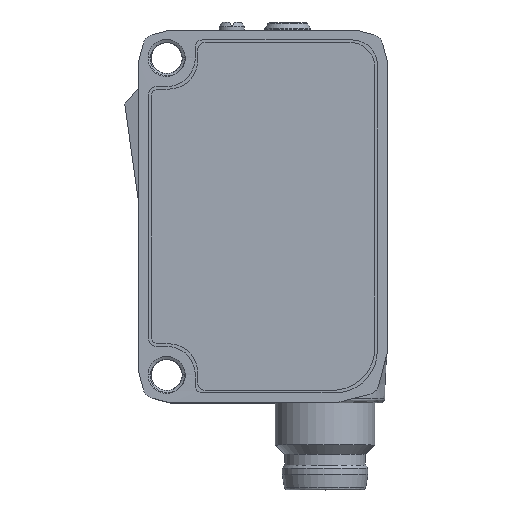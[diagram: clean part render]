
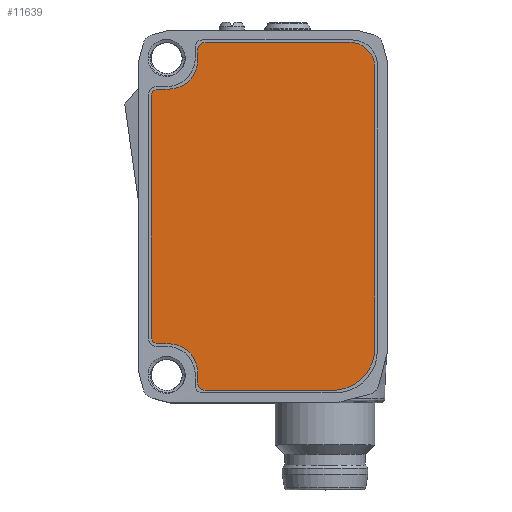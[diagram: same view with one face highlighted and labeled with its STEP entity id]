
A CAD part, top view. The second image highlights one B-rep face of the part: STEP entity #11639.
In plain terms, the highlighted planar face has unit normal (0, 0, 1).
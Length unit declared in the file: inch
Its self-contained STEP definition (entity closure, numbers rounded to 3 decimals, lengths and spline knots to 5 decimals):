
#152 = EDGE_CURVE ( 'NONE', #5121, #18836, #8029, .T. ) ;
#472 = DIRECTION ( 'NONE',  ( 1., 0., 0. ) ) ;
#525 = LINE ( 'NONE', #8831, #1561 ) ;
#562 = ORIENTED_EDGE ( 'NONE', *, *, #1807, .T. ) ;
#659 = CARTESIAN_POINT ( 'NONE',  ( 0.12205, -0.04921, 0.19685 ) ) ;
#699 = CARTESIAN_POINT ( 'NONE',  ( -0.02559, 0.12205, 0.19685 ) ) ;
#1214 = CARTESIAN_POINT ( 'NONE',  ( 0.12205, 1.02953, 0.19685 ) ) ;
#1284 = DIRECTION ( 'NONE',  ( -1., 0., 0. ) ) ;
#1485 = AXIS2_PLACEMENT_3D ( 'NONE', #13714, #8491, #20884 ) ;
#1561 = VECTOR ( 'NONE', #7463, 39.37008 ) ;
#1723 = AXIS2_PLACEMENT_3D ( 'NONE', #11640, #16870, #18580 ) ;
#1807 = EDGE_CURVE ( 'NONE', #9264, #11875, #12744, .T. ) ;
#2145 = ORIENTED_EDGE ( 'NONE', *, *, #4637, .F. ) ;
#2222 = EDGE_CURVE ( 'NONE', #3500, #8982, #15277, .T. ) ;
#2304 = DIRECTION ( 'NONE',  ( 0., 0., 1. ) ) ;
#2385 = EDGE_CURVE ( 'NONE', #8099, #13057, #4890, .T. ) ;
#2418 = DIRECTION ( 'NONE',  ( -1., 0., 0. ) ) ;
#2478 = ORIENTED_EDGE ( 'NONE', *, *, #13286, .F. ) ;
#2586 = EDGE_CURVE ( 'NONE', #11626, #20429, #20130, .T. ) ;
#3123 = DIRECTION ( 'NONE',  ( 0., 1., 0. ) ) ;
#3196 = AXIS2_PLACEMENT_3D ( 'NONE', #13280, #8065, #10091 ) ;
#3255 = DIRECTION ( 'NONE',  ( 0., 0., 1. ) ) ;
#3500 = VERTEX_POINT ( 'NONE', #5786 ) ;
#3667 = VECTOR ( 'NONE', #13638, 39.37008 ) ;
#3829 = ORIENTED_EDGE ( 'NONE', *, *, #5265, .T. ) ;
#4481 = CARTESIAN_POINT ( 'NONE',  ( 0.65945, 0.08465, 0.19685 ) ) ;
#4503 = ORIENTED_EDGE ( 'NONE', *, *, #2586, .F. ) ;
#4637 = EDGE_CURVE ( 'NONE', #13597, #3500, #10927, .T. ) ;
#4685 = CARTESIAN_POINT ( 'NONE',  ( -0.02559, 0.88189, 0.19685 ) ) ;
#4890 = LINE ( 'NONE', #15233, #3667 ) ;
#5116 = CIRCLE ( 'NONE', #1485, 0.09055 ) ;
#5121 = VERTEX_POINT ( 'NONE', #7299 ) ;
#5265 = EDGE_CURVE ( 'NONE', #8099, #9264, #9812, .T. ) ;
#5298 = CARTESIAN_POINT ( 'NONE',  ( 0.00787, 0.09843, 0.19685 ) ) ;
#5316 = CARTESIAN_POINT ( 'NONE',  ( 0.65945, 0.08465, 0.19685 ) ) ;
#5452 = CARTESIAN_POINT ( 'NONE',  ( 0.00787, 0.90551, 0.19685 ) ) ;
#5786 = CARTESIAN_POINT ( 'NONE',  ( 0.09843, -0.02559, 0.19685 ) ) ;
#5823 = CARTESIAN_POINT ( 'NONE',  ( -0.04921, 0.09843, 0.19685 ) ) ;
#6162 = CARTESIAN_POINT ( 'NONE',  ( 0.12205, 1.05315, 0.19685 ) ) ;
#6413 = DIRECTION ( 'NONE',  ( -1., 0., 0. ) ) ;
#6429 = DIRECTION ( 'NONE',  ( 0., 0., -1. ) ) ;
#6568 = ORIENTED_EDGE ( 'NONE', *, *, #2385, .F. ) ;
#6612 = DIRECTION ( 'NONE',  ( 0., 0., -1. ) ) ;
#6658 = EDGE_CURVE ( 'NONE', #5121, #20429, #5116, .T. ) ;
#6661 = CARTESIAN_POINT ( 'NONE',  ( 0.65945, 0.97441, 0.19685 ) ) ;
#6737 = EDGE_CURVE ( 'NONE', #18279, #13800, #10544, .T. ) ;
#6762 = EDGE_CURVE ( 'NONE', #14510, #12175, #10194, .T. ) ;
#7164 = CIRCLE ( 'NONE', #11173, 0.13386 ) ;
#7299 = CARTESIAN_POINT ( 'NONE',  ( 0.09843, 0.99606, 0.19685 ) ) ;
#7463 = DIRECTION ( 'NONE',  ( -1., 0., 0. ) ) ;
#7898 = AXIS2_PLACEMENT_3D ( 'NONE', #1214, #6429, #13583 ) ;
#8029 = LINE ( 'NONE', #16991, #13432 ) ;
#8042 = VECTOR ( 'NONE', #15468, 39.37008 ) ;
#8065 = DIRECTION ( 'NONE',  ( 0., 0., -1. ) ) ;
#8099 = VERTEX_POINT ( 'NONE', #16366 ) ;
#8243 = AXIS2_PLACEMENT_3D ( 'NONE', #15070, #3255, #16775 ) ;
#8491 = DIRECTION ( 'NONE',  ( 0., 0., -1. ) ) ;
#8530 = CARTESIAN_POINT ( 'NONE',  ( 0.00787, 0.90551, 0.19685 ) ) ;
#8664 = ORIENTED_EDGE ( 'NONE', *, *, #2222, .F. ) ;
#8742 = EDGE_CURVE ( 'NONE', #12586, #13597, #525, .T. ) ;
#8779 = ORIENTED_EDGE ( 'NONE', *, *, #6737, .F. ) ;
#8831 = CARTESIAN_POINT ( 'NONE',  ( 0.12205, -0.04921, 0.19685 ) ) ;
#8951 = DIRECTION ( 'NONE',  ( 0., -1., 0. ) ) ;
#8982 = VERTEX_POINT ( 'NONE', #21440 ) ;
#9151 = ORIENTED_EDGE ( 'NONE', *, *, #6658, .T. ) ;
#9166 = ORIENTED_EDGE ( 'NONE', *, *, #10414, .F. ) ;
#9264 = VERTEX_POINT ( 'NONE', #17650 ) ;
#9472 = VECTOR ( 'NONE', #472, 39.37008 ) ;
#9475 = VECTOR ( 'NONE', #8951, 39.37008 ) ;
#9812 = CIRCLE ( 'NONE', #11619, 0.02362 ) ;
#10091 = DIRECTION ( 'NONE',  ( -1., 0., 0. ) ) ;
#10194 = LINE ( 'NONE', #5316, #9475 ) ;
#10347 = ORIENTED_EDGE ( 'NONE', *, *, #8742, .F. ) ;
#10414 = EDGE_CURVE ( 'NONE', #13057, #11626, #11042, .T. ) ;
#10544 = LINE ( 'NONE', #22479, #15658 ) ;
#10799 = CIRCLE ( 'NONE', #1723, 0.09055 ) ;
#10923 = VECTOR ( 'NONE', #3123, 39.37008 ) ;
#10927 = CIRCLE ( 'NONE', #15638, 0.02362 ) ;
#11042 = CIRCLE ( 'NONE', #15759, 0.02362 ) ;
#11173 = AXIS2_PLACEMENT_3D ( 'NONE', #11861, #13233, #6413 ) ;
#11619 = AXIS2_PLACEMENT_3D ( 'NONE', #699, #2304, #2418 ) ;
#11626 = VERTEX_POINT ( 'NONE', #19056 ) ;
#11639 = ADVANCED_FACE ( 'NONE', ( #18824 ), #20294, .T. ) ;
#11640 = CARTESIAN_POINT ( 'NONE',  ( 0.00787, 0.00787, 0.19685 ) ) ;
#11641 = EDGE_CURVE ( 'NONE', #18836, #18279, #13695, .T. ) ;
#11861 = CARTESIAN_POINT ( 'NONE',  ( 0.52559, 0.08465, 0.19685 ) ) ;
#11875 = VERTEX_POINT ( 'NONE', #5298 ) ;
#12175 = VERTEX_POINT ( 'NONE', #4481 ) ;
#12201 = EDGE_LOOP ( 'NONE', ( #9151, #4503, #9166, #6568, #3829, #562, #17252, #8664, #2145, #10347, #21343, #15776, #2478, #8779, #16663, #12245 ) ) ;
#12245 = ORIENTED_EDGE ( 'NONE', *, *, #152, .F. ) ;
#12310 = CARTESIAN_POINT ( 'NONE',  ( 0.52559, -0.04921, 0.19685 ) ) ;
#12586 = VERTEX_POINT ( 'NONE', #12310 ) ;
#12744 = LINE ( 'NONE', #5823, #9472 ) ;
#12991 = CIRCLE ( 'NONE', #3196, 0.07874 ) ;
#13057 = VERTEX_POINT ( 'NONE', #15155 ) ;
#13233 = DIRECTION ( 'NONE',  ( 0., 0., -1. ) ) ;
#13280 = CARTESIAN_POINT ( 'NONE',  ( 0.58071, 0.97441, 0.19685 ) ) ;
#13286 = EDGE_CURVE ( 'NONE', #13800, #14510, #12991, .T. ) ;
#13432 = VECTOR ( 'NONE', #22226, 39.37008 ) ;
#13583 = DIRECTION ( 'NONE',  ( -1., 0., 0. ) ) ;
#13597 = VERTEX_POINT ( 'NONE', #659 ) ;
#13638 = DIRECTION ( 'NONE',  ( 0., 1., 0. ) ) ;
#13695 = CIRCLE ( 'NONE', #7898, 0.02362 ) ;
#13714 = CARTESIAN_POINT ( 'NONE',  ( 0.00787, 0.99606, 0.19685 ) ) ;
#13800 = VERTEX_POINT ( 'NONE', #21899 ) ;
#14510 = VERTEX_POINT ( 'NONE', #6661 ) ;
#15070 = CARTESIAN_POINT ( 'NONE',  ( -0.04921, 0.01496, 0.19685 ) ) ;
#15155 = CARTESIAN_POINT ( 'NONE',  ( -0.04921, 0.88189, 0.19685 ) ) ;
#15233 = CARTESIAN_POINT ( 'NONE',  ( -0.04921, 0.88189, 0.19685 ) ) ;
#15277 = LINE ( 'NONE', #20727, #10923 ) ;
#15468 = DIRECTION ( 'NONE',  ( 1., 0., 0. ) ) ;
#15638 = AXIS2_PLACEMENT_3D ( 'NONE', #19924, #18008, #18121 ) ;
#15658 = VECTOR ( 'NONE', #20644, 39.37008 ) ;
#15759 = AXIS2_PLACEMENT_3D ( 'NONE', #4685, #6612, #1284 ) ;
#15776 = ORIENTED_EDGE ( 'NONE', *, *, #6762, .F. ) ;
#16366 = CARTESIAN_POINT ( 'NONE',  ( -0.04921, 0.12205, 0.19685 ) ) ;
#16663 = ORIENTED_EDGE ( 'NONE', *, *, #11641, .F. ) ;
#16775 = DIRECTION ( 'NONE',  ( 1., 0., 0. ) ) ;
#16870 = DIRECTION ( 'NONE',  ( 0., 0., -1. ) ) ;
#16991 = CARTESIAN_POINT ( 'NONE',  ( 0.09843, 1.02953, 0.19685 ) ) ;
#17252 = ORIENTED_EDGE ( 'NONE', *, *, #21262, .T. ) ;
#17650 = CARTESIAN_POINT ( 'NONE',  ( -0.02559, 0.09843, 0.19685 ) ) ;
#18008 = DIRECTION ( 'NONE',  ( 0., 0., -1. ) ) ;
#18121 = DIRECTION ( 'NONE',  ( -1., 0., 0. ) ) ;
#18279 = VERTEX_POINT ( 'NONE', #6162 ) ;
#18580 = DIRECTION ( 'NONE',  ( -1., 0., 0. ) ) ;
#18824 = FACE_OUTER_BOUND ( 'NONE', #12201, .T. ) ;
#18836 = VERTEX_POINT ( 'NONE', #21486 ) ;
#19056 = CARTESIAN_POINT ( 'NONE',  ( -0.02559, 0.90551, 0.19685 ) ) ;
#19924 = CARTESIAN_POINT ( 'NONE',  ( 0.12205, -0.02559, 0.19685 ) ) ;
#20130 = LINE ( 'NONE', #8530, #8042 ) ;
#20294 = PLANE ( 'NONE',  #8243 ) ;
#20429 = VERTEX_POINT ( 'NONE', #5452 ) ;
#20644 = DIRECTION ( 'NONE',  ( 1., 0., 0. ) ) ;
#20727 = CARTESIAN_POINT ( 'NONE',  ( 0.09843, 0.00787, 0.19685 ) ) ;
#20884 = DIRECTION ( 'NONE',  ( -1., 0., 0. ) ) ;
#21253 = EDGE_CURVE ( 'NONE', #12175, #12586, #7164, .T. ) ;
#21262 = EDGE_CURVE ( 'NONE', #11875, #8982, #10799, .T. ) ;
#21343 = ORIENTED_EDGE ( 'NONE', *, *, #21253, .F. ) ;
#21440 = CARTESIAN_POINT ( 'NONE',  ( 0.09843, 0.00787, 0.19685 ) ) ;
#21486 = CARTESIAN_POINT ( 'NONE',  ( 0.09843, 1.02953, 0.19685 ) ) ;
#21899 = CARTESIAN_POINT ( 'NONE',  ( 0.58071, 1.05315, 0.19685 ) ) ;
#22226 = DIRECTION ( 'NONE',  ( 0., 1., 0. ) ) ;
#22479 = CARTESIAN_POINT ( 'NONE',  ( 0.58071, 1.05315, 0.19685 ) ) ;
